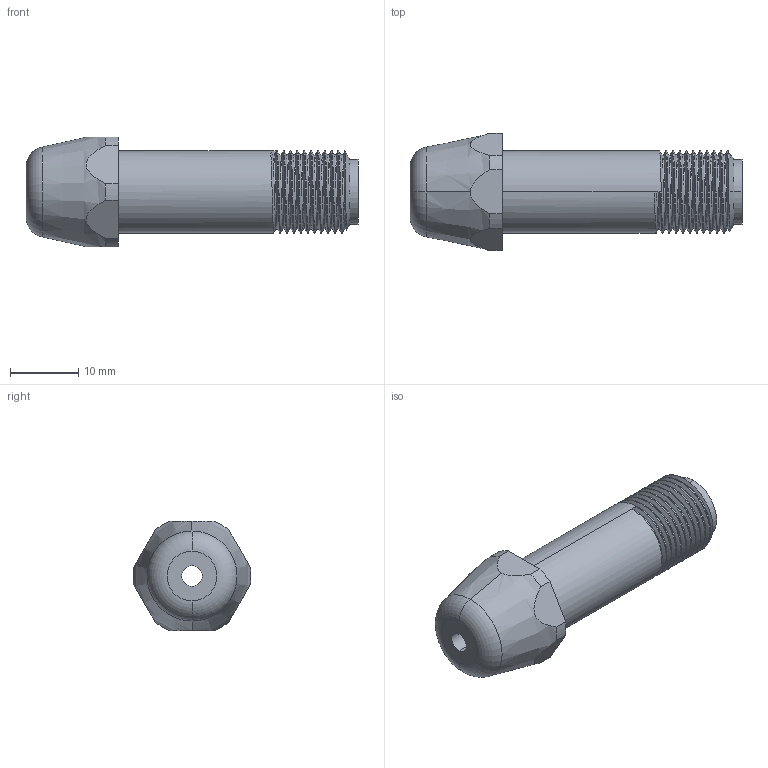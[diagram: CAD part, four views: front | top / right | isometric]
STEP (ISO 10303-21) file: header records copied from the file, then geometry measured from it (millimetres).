
FILE_DESCRIPTION (( 'STEP AP214' ), '1' );
FILE_NAME ('Part5.STEP', '2021-05-12T07:53:22', ( '' ), ( '' ), 'SwSTEP 2.0', 'SolidWorks 2020', '' );
FILE_SCHEMA (( 'AUTOMOTIVE_DESIGN' ));
Length unit declared in the file: millimetre
Products named in the file (1): Part5
Bounding box: 48.5 x 17.23 x 16 mm (x, y, z)
Volume: 4585.1 mm3; surface area: 3381.3 mm2
Topology: 1 solids, 1 shells, 55 faces, 145 edges, 93 vertices
Faces by surface type: cylinder 34, plane 10, cone 6, bspline 3, torus 2
Entity records: 3698 total; most frequent: CARTESIAN_POINT 2439, ORIENTED_EDGE 290, DIRECTION 228, EDGE_CURVE 145, VERTEX_POINT 93, AXIS2_PLACEMENT_3D 86, EDGE_LOOP 58, LINE 56
